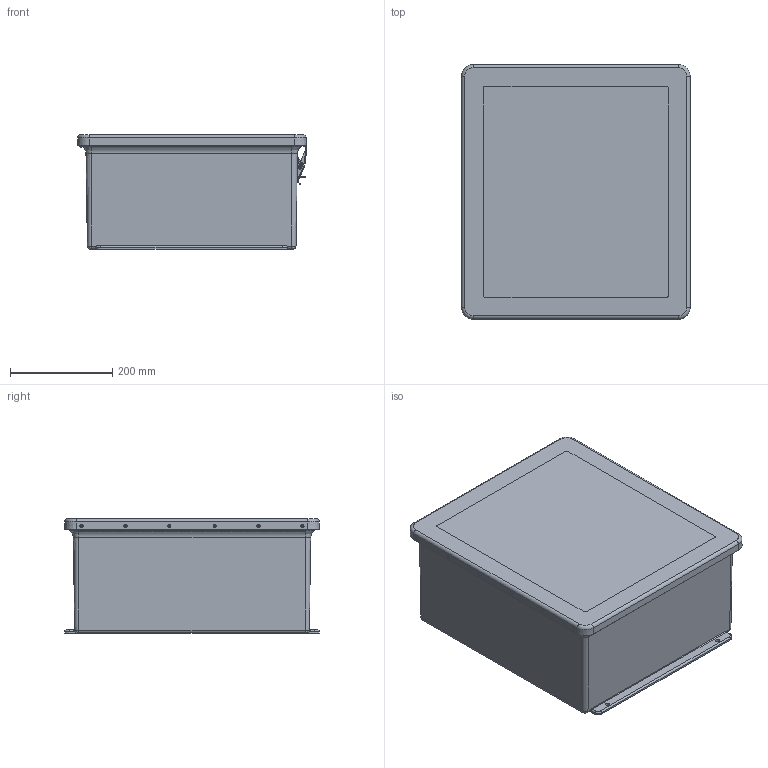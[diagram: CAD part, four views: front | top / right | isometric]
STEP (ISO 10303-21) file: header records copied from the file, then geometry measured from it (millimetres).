
FILE_DESCRIPTION(/* description */ (''),/* implementation_level */ '2;1');
FILE_NAME(/* name */ 'HW-J181608CHQRW.stp',/* time_stamp */ '2014-03-14T07:28:19-05:00',/* author */ ('pmescher'),/* organization */ (''),/* preprocessor_version */ 'ST-DEVELOPER v15.2',/* originating_system */ 'Autodesk Inventor 2014',/* authorisation */ '');
FILE_SCHEMA (('AUTOMOTIVE_DESIGN { 1 0 10303 214 3 1 1 }'));
Length unit declared in the file: inch
Products named in the file (25): J1816HL_4; RMINS45821P_117; RMINS45821P_118; RMINS45821P_119; RMINS45821P_120; J1816BHL; JW1816HLCVR; GASKET_1816; WINDOW_1816; WP1816HLU; RMRIV43; RMHINGCOV17; RMHINGBOX17; RMHINGPIN17; RMHING17; RMRIV44; RMKEEPSSL; Anchor Plate; Locking Layer; Hook blade; Hinge Pin_Lower; Hinge Pin_Upper; RMLATPLSSL; JW1816HPL_STP
Bounding box: 449.74 x 498.48 x 223.82 mm (x, y, z)
Volume: 4522330.5 mm3; surface area: 1804024.7 mm2
Topology: 43 solids, 43 shells, 1160 faces, 2987 edges, 1955 vertices
Faces by surface type: plane 524, cylinder 485, torus 68, cone 43, bspline 40
Full cylindrical faces by diameter (mm): 2.159 x71, 2.64 x8, 3.048 x2, 3.175 x20, 3.302 x4, 3.327 x12, 3.429 x18, 3.556 x24, 3.861 x5, 3.962 x7, 4.306 x4, 5.537 x4, 6.35 x12, 6.858 x4, 7.62 x4, 9.525 x2
Entity records: 29139 total; most frequent: CARTESIAN_POINT 6431, DIRECTION 4799, ORIENTED_EDGE 4284, EDGE_CURVE 2142, AXIS2_PLACEMENT_3D 1788, VERTEX_POINT 1487, EDGE_LOOP 1299, LINE 1223
